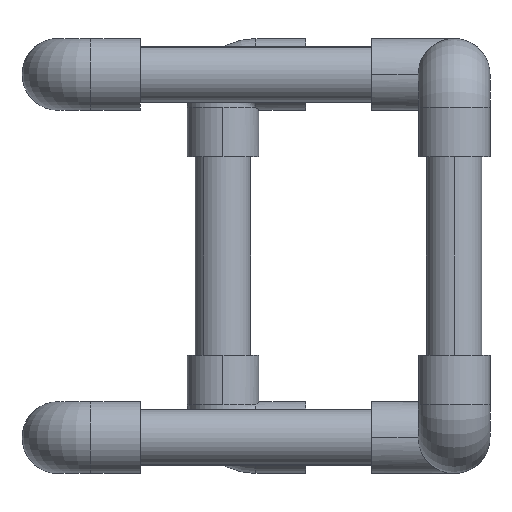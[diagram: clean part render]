
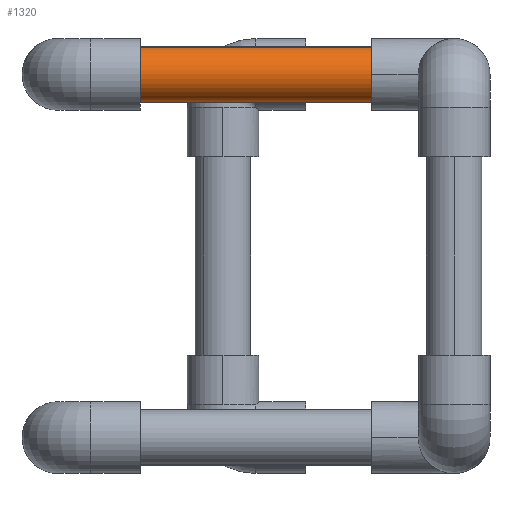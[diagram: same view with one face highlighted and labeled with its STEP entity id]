
A CAD part, left-side view. The second image highlights one B-rep face of the part: STEP entity #1320.
In plain terms, the highlighted cylindrical face has radius 10.668 mm (diameter 21.336 mm), a partial arc.
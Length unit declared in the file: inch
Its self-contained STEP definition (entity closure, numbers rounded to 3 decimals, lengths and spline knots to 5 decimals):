
#58 = LINE ( 'NONE', #1109, #2907 ) ;
#132 = CARTESIAN_POINT ( 'NONE',  ( -7.12238, -1.30144, 5.25805 ) ) ;
#398 = VERTEX_POINT ( 'NONE', #2513 ) ;
#468 = AXIS2_PLACEMENT_3D ( 'NONE', #3090, #551, #2550 ) ;
#492 = CARTESIAN_POINT ( 'NONE',  ( -7.12238, 2.94856, 5.25805 ) ) ;
#524 = VECTOR ( 'NONE', #969, 39.37008 ) ;
#551 = DIRECTION ( 'NONE',  ( 0., 1., 0. ) ) ;
#566 = ORIENTED_EDGE ( 'NONE', *, *, #3115, .F. ) ;
#611 = VERTEX_POINT ( 'NONE', #1311 ) ;
#665 = CARTESIAN_POINT ( 'NONE',  ( -6.97225, 2.19856, 4.43157 ) ) ;
#717 = EDGE_LOOP ( 'NONE', ( #566, #1925, #2865, #2667 ) ) ;
#750 = LINE ( 'NONE', #492, #524 ) ;
#810 = EDGE_CURVE ( 'NONE', #934, #611, #58, .T. ) ;
#934 = VERTEX_POINT ( 'NONE', #665 ) ;
#969 = DIRECTION ( 'NONE',  ( 0., -1., 0. ) ) ;
#1051 = FACE_OUTER_BOUND ( 'NONE', #717, .T. ) ;
#1087 = DIRECTION ( 'NONE',  ( -0.179, 0., 0.984 ) ) ;
#1109 = CARTESIAN_POINT ( 'NONE',  ( -6.97225, 2.94856, 4.43157 ) ) ;
#1153 = EDGE_CURVE ( 'NONE', #611, #2224, #2572, .T. ) ;
#1277 = CARTESIAN_POINT ( 'NONE',  ( -7.04731, -1.30144, 4.84481 ) ) ;
#1311 = CARTESIAN_POINT ( 'NONE',  ( -6.97225, -1.30144, 4.43157 ) ) ;
#1320 = ADVANCED_FACE ( 'NONE', ( #1051 ), #1894, .T. ) ;
#1499 = EDGE_CURVE ( 'NONE', #398, #2224, #750, .T. ) ;
#1526 = DIRECTION ( 'NONE',  ( 0., 1., 0. ) ) ;
#1726 = CIRCLE ( 'NONE', #468, 0.42 ) ;
#1881 = DIRECTION ( 'NONE',  ( 0., -1., 0. ) ) ;
#1894 = CYLINDRICAL_SURFACE ( 'NONE', #2751, 0.42 ) ;
#1925 = ORIENTED_EDGE ( 'NONE', *, *, #810, .T. ) ;
#2224 = VERTEX_POINT ( 'NONE', #132 ) ;
#2291 = DIRECTION ( 'NONE',  ( -1., 0., 0. ) ) ;
#2383 = DIRECTION ( 'NONE',  ( 0., -1., 0. ) ) ;
#2513 = CARTESIAN_POINT ( 'NONE',  ( -7.12238, 2.19856, 5.25805 ) ) ;
#2550 = DIRECTION ( 'NONE',  ( 1., 0., 0. ) ) ;
#2572 = CIRCLE ( 'NONE', #3021, 0.42 ) ;
#2667 = ORIENTED_EDGE ( 'NONE', *, *, #1499, .F. ) ;
#2751 = AXIS2_PLACEMENT_3D ( 'NONE', #2890, #2383, #1087 ) ;
#2865 = ORIENTED_EDGE ( 'NONE', *, *, #1153, .T. ) ;
#2890 = CARTESIAN_POINT ( 'NONE',  ( -7.04731, 2.94856, 4.84481 ) ) ;
#2907 = VECTOR ( 'NONE', #1881, 39.37008 ) ;
#3021 = AXIS2_PLACEMENT_3D ( 'NONE', #1277, #1526, #2291 ) ;
#3090 = CARTESIAN_POINT ( 'NONE',  ( -7.04731, 2.19856, 4.84481 ) ) ;
#3115 = EDGE_CURVE ( 'NONE', #934, #398, #1726, .T. ) ;
